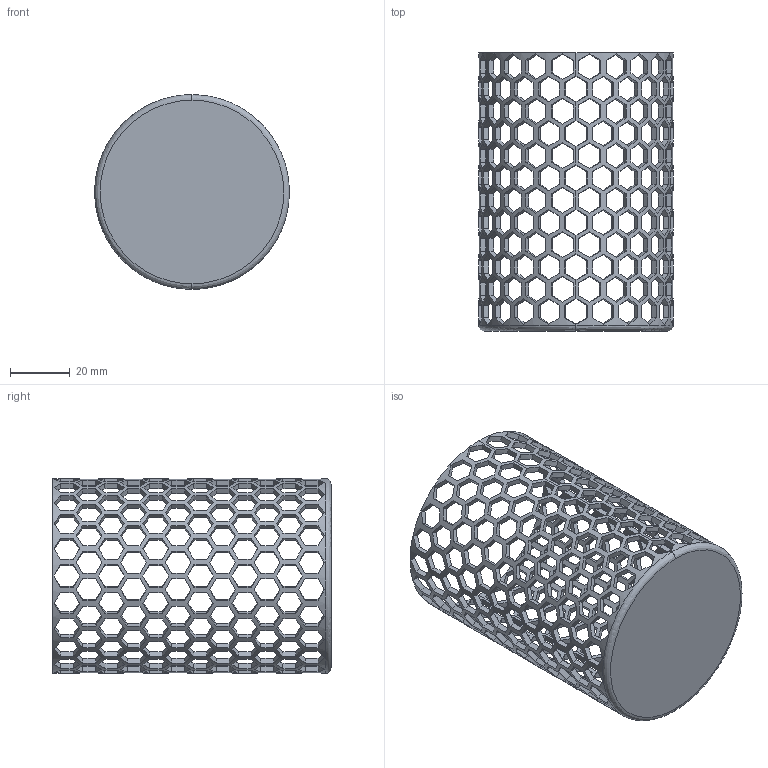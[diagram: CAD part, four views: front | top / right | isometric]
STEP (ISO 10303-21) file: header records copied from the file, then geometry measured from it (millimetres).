
FILE_DESCRIPTION(('FreeCAD Model'),'2;1');
FILE_NAME('Open CASCADE Shape Model','2025-05-04T07:24:25',('FreeCAD'),( 'FreeCAD'),'Open CASCADE STEP processor 7.6','FreeCAD','Unknown');
FILE_SCHEMA(('AUTOMOTIVE_DESIGN { 1 0 10303 214 1 1 1 1 }'));
Products named in the file (1): Open CASCADE STEP translator 7.6 1
Bounding box: 65.3 x 93.29 x 65.3 mm (x, y, z)
Volume: 17098.7 mm3; surface area: 31114.1 mm2
Topology: 1 solids, 1 shells, 1595 faces, 4880 edges, 3244 vertices
Faces by surface type: bspline 1595
Entity records: 59452 total; most frequent: CARTESIAN_POINT 29365, ORIENTED_EDGE 9760, EDGE_CURVE 4880, B_SPLINE_CURVE_WITH_KNOTS 4844, VERTEX_POINT 3244, FACE_BOUND 2080, EDGE_LOOP 2080, ADVANCED_FACE 1595
